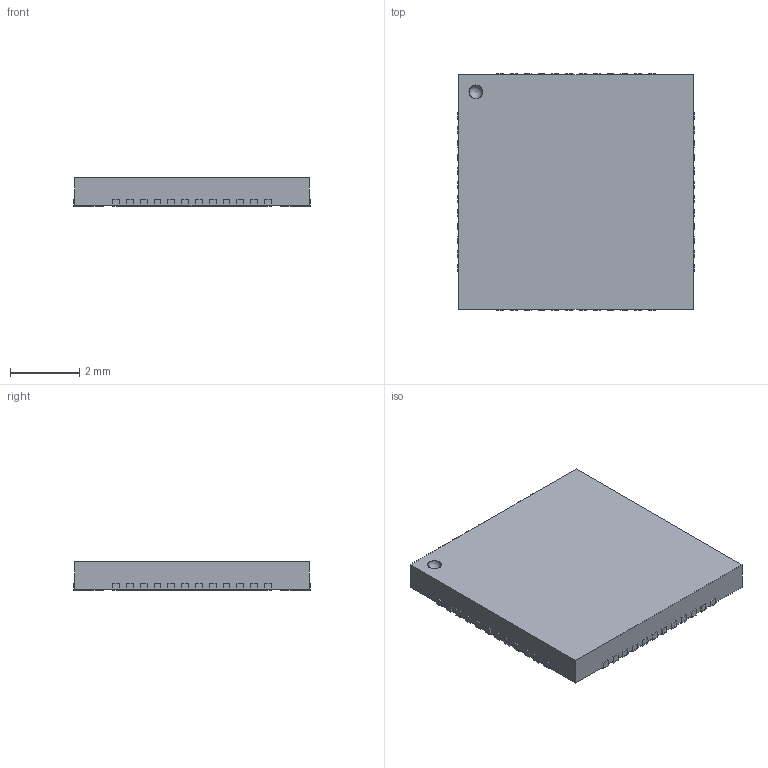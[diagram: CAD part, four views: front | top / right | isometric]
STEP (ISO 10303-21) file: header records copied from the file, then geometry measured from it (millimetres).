
FILE_DESCRIPTION( ( '' ), ' ' );
FILE_NAME( '5a8b479018f4420dad174d28.step', '2018-02-19T21:54:24', ( '' ), ( '' ), ' ', ' ', ' ' );
FILE_SCHEMA( ( 'AUTOMOTIVE_DESIGN { 1 0 10303 214 1 1 1 1 }' ) );
Length unit declared in the file: metre
Products named in the file (51): Open CASCADE STEP translator 6.8 102; Open CASCADE STEP translator 6.8 101; Open CASCADE STEP translator 6.8 100; Open CASCADE STEP translator 6.8 99; Open CASCADE STEP translator 6.8 98; Open CASCADE STEP translator 6.8 97; Open CASCADE STEP translator 6.8 96; Open CASCADE STEP translator 6.8 95; Open CASCADE STEP translator 6.8 94; Open CASCADE STEP translator 6.8 93; Open CASCADE STEP translator 6.8 92; Open CASCADE STEP translator 6.8 91; Open CASCADE STEP translator 6.8 90; Open CASCADE STEP translator 6.8 89; Open CASCADE STEP translator 6.8 88; Open CASCADE STEP translator 6.8 87; Open CASCADE STEP translator 6.8 86; Open CASCADE STEP translator 6.8 85; Open CASCADE STEP translator 6.8 84; Open CASCADE STEP translator 6.8 83; Open CASCADE STEP translator 6.8 82; Open CASCADE STEP translator 6.8 81; Open CASCADE STEP translator 6.8 80; Open CASCADE STEP translator 6.8 79; Open CASCADE STEP translator 6.8 78; Open CASCADE STEP translator 6.8 77; Open CASCADE STEP translator 6.8 76; Open CASCADE STEP translator 6.8 75; Open CASCADE STEP translator 6.8 74; Open CASCADE STEP translator 6.8 73; Open CASCADE STEP translator 6.8 72; Open CASCADE STEP translator 6.8 71; Open CASCADE STEP translator 6.8 70; Open CASCADE STEP translator 6.8 69; Open CASCADE STEP translator 6.8 68; Open CASCADE STEP translator 6.8 67; Open CASCADE STEP translator 6.8 66; Open CASCADE STEP translator 6.8 65; Open CASCADE STEP translator 6.8 64; Open CASCADE STEP translator 6.8 63 ...
Bounding box: 6.85 x 6.85 x 0.82 mm (x, y, z)
Surface area: 193.6 mm2
Topology: 51 solids, 51 shells, 304 faces, 609 edges, 406 vertices
Faces by surface type: plane 301, sphere 3
Entity records: 13649 total; most frequent: CARTESIAN_POINT 1364, DIRECTION 1316, ORIENTED_EDGE 1206, STYLED_ITEM 907, PRESENTATION_STYLE_ASSIGNMENT 907, COLOUR_RGB 907, EDGE_CURVE 603, CURVE_STYLE 603
